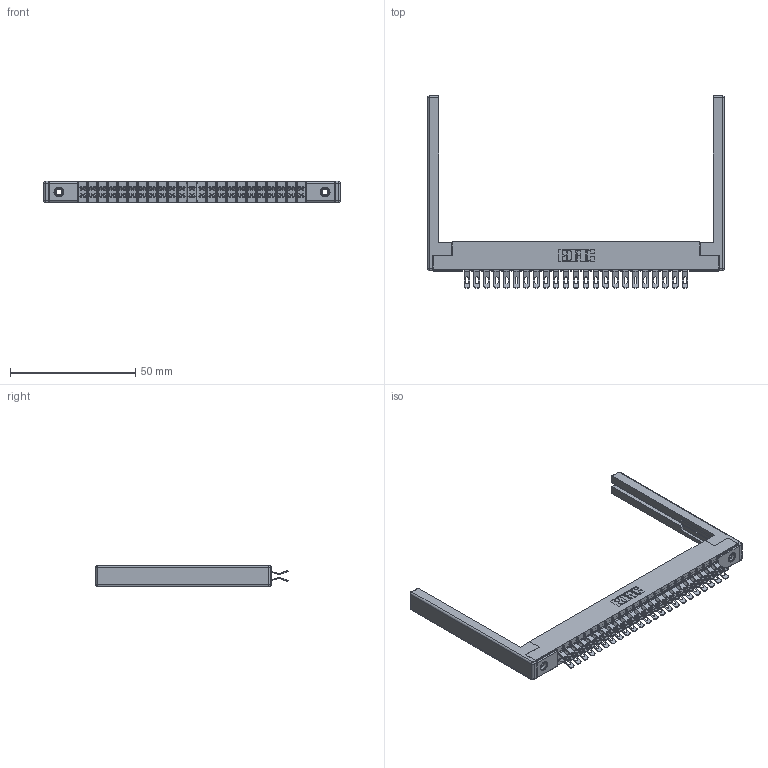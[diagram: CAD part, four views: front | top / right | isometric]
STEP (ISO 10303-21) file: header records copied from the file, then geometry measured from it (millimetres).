
FILE_DESCRIPTION (( 'STEP AP203' ), '1' );
FILE_NAME ('305-046-555-568.STEP', '2019-09-09T20:44:57', ( '' ), ( '' ), 'SwSTEP 2.0', 'SolidWorks 2016', '' );
FILE_SCHEMA (( 'CONFIG_CONTROL_DESIGN' ));
Length unit declared in the file: inch
Products named in the file (5): 305-290-001_555; 307-220-068; 345-250-001_345-250-001-102; 305-046-555-568; 305 Part_.156 Dia
Assembly tree (51 placements, depth 2):
  305-046-555-568
    305 Part_.156 Dia
    305-290-001_555  x46
    345-250-001_345-250-001-102  x2
    307-220-068  x2
Bounding box: 118.57 x 76.71 x 8.71 mm (x, y, z)
Volume: 11822.7 mm3; surface area: 19275.5 mm2
Topology: 51 solids, 51 shells, 3306 faces, 9791 edges, 6382 vertices
Faces by surface type: plane 1628, cylinder 1562, sphere 100, cone 12, torus 4
Entity records: 30599 total; most frequent: CARTESIAN_POINT 5054, ORIENTED_EDGE 4996, DIRECTION 4918, EDGE_CURVE 2498, VECTOR 1970, LINE 1970, VERTEX_POINT 1594, AXIS2_PLACEMENT_3D 1474
